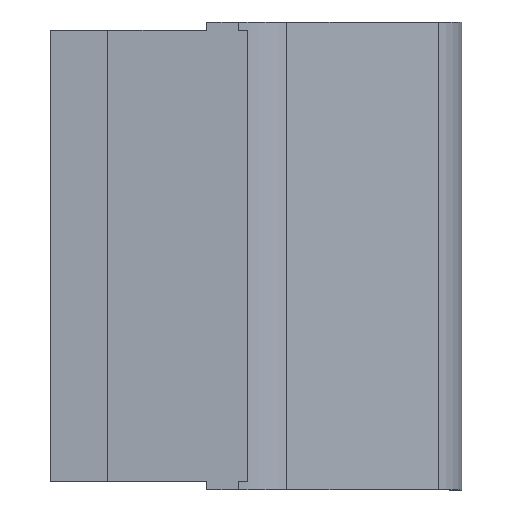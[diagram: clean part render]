
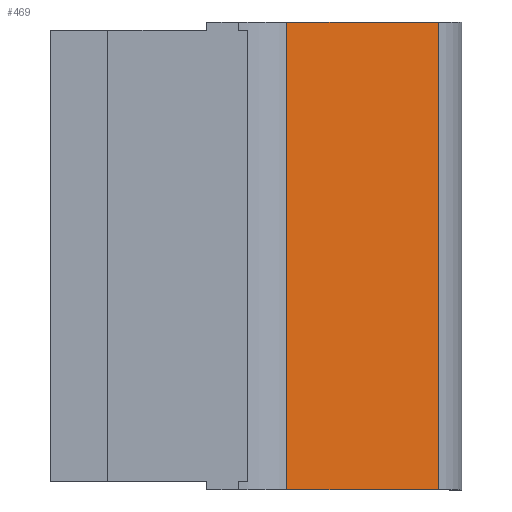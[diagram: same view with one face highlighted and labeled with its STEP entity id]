
A CAD part, top view. The second image highlights one B-rep face of the part: STEP entity #469.
In plain terms, the highlighted planar face has unit normal (0.671, 0, 0.741).
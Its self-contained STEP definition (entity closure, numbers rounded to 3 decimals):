
#340=CARTESIAN_POINT('',(-2.81,-11.35,11.195));
#341=VERTEX_POINT('',#340);
#349=CARTESIAN_POINT('',(-2.81,11.35,11.195));
#350=VERTEX_POINT('',#349);
#351=CARTESIAN_POINT('',(-2.81,-11.35,11.195));
#352=DIRECTION('',(0.0,1.0,0.0));
#353=VECTOR('',#352,22.7);
#354=LINE('',#351,#353);
#355=EDGE_CURVE('',#341,#350,#354,.T.);
#420=CARTESIAN_POINT('',(4.539,11.35,4.542));
#421=VERTEX_POINT('',#420);
#429=CARTESIAN_POINT('',(4.539,-11.35,4.542));
#430=VERTEX_POINT('',#429);
#431=CARTESIAN_POINT('',(4.539,-11.35,4.542));
#432=DIRECTION('',(0.0,1.0,0.0));
#433=VECTOR('',#432,22.7);
#434=LINE('',#431,#433);
#435=EDGE_CURVE('',#430,#421,#434,.T.);
#448=CARTESIAN_POINT('',(4.539,-11.35,4.542));
#449=DIRECTION('',(0.671,0.,0.741));
#450=DIRECTION('',(0.741,0.0,-0.671));
#451=AXIS2_PLACEMENT_3D('',#448,#449,#450);
#452=PLANE('',#451);
#453=CARTESIAN_POINT('',(4.539,11.35,4.542));
#454=DIRECTION('',(-0.741,0.0,0.671));
#455=VECTOR('',#454,9.913);
#456=LINE('',#453,#455);
#457=EDGE_CURVE('',#421,#350,#456,.T.);
#458=ORIENTED_EDGE('',*,*,#457,.T.);
#459=ORIENTED_EDGE('',*,*,#355,.F.);
#460=CARTESIAN_POINT('',(4.539,-11.35,4.542));
#461=DIRECTION('',(-0.741,0.0,0.671));
#462=VECTOR('',#461,9.913);
#463=LINE('',#460,#462);
#464=EDGE_CURVE('',#430,#341,#463,.T.);
#465=ORIENTED_EDGE('',*,*,#464,.F.);
#466=ORIENTED_EDGE('',*,*,#435,.T.);
#467=EDGE_LOOP('',(#458,#459,#465,#466));
#468=FACE_OUTER_BOUND('',#467,.T.);
#469=ADVANCED_FACE('',(#468),#452,.T.);
